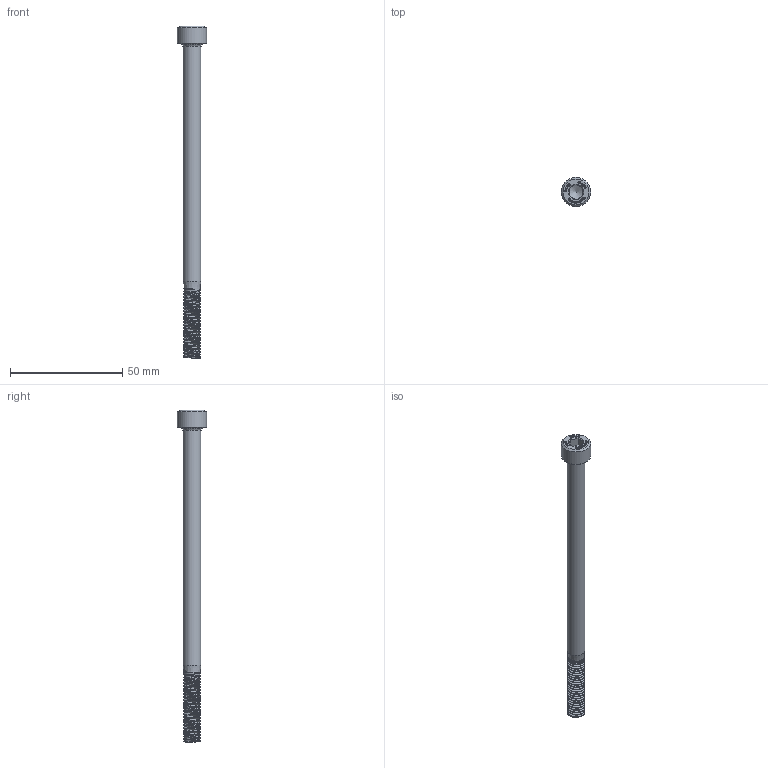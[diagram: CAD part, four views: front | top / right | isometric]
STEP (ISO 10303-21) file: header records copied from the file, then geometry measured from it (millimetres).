
FILE_DESCRIPTION((''),'2;1');
FILE_NAME('DIN912M8L140.stp','2012-04-21T00:44:16',('Peter'),(''),'Autodesk Inventor 2011','Autodesk Inventor 2011','');
FILE_SCHEMA(('AUTOMOTIVE_DESIGN { 1 0 10303 214 1 1 1 1 }'));
Length unit declared in the file: millimetre
Products named in the file (1): DIN912M8L140
Bounding box: 13 x 13 x 148 mm (x, y, z)
Volume: 7659.6 mm3; surface area: 4545.4 mm2
Topology: 1 solids, 1 shells, 403 faces, 1082 edges, 718 vertices
Faces by surface type: plane 244, bspline 145, cone 9, cylinder 3, torus 2
Full cylindrical faces by diameter (mm): 8 x1, 13 x1
Entity records: 18228 total; most frequent: CARTESIAN_POINT 9268, ORIENTED_EDGE 2122, DIRECTION 1281, EDGE_CURVE 1061, VECTOR 745, LINE 745, VERTEX_POINT 710, EDGE_LOOP 447
